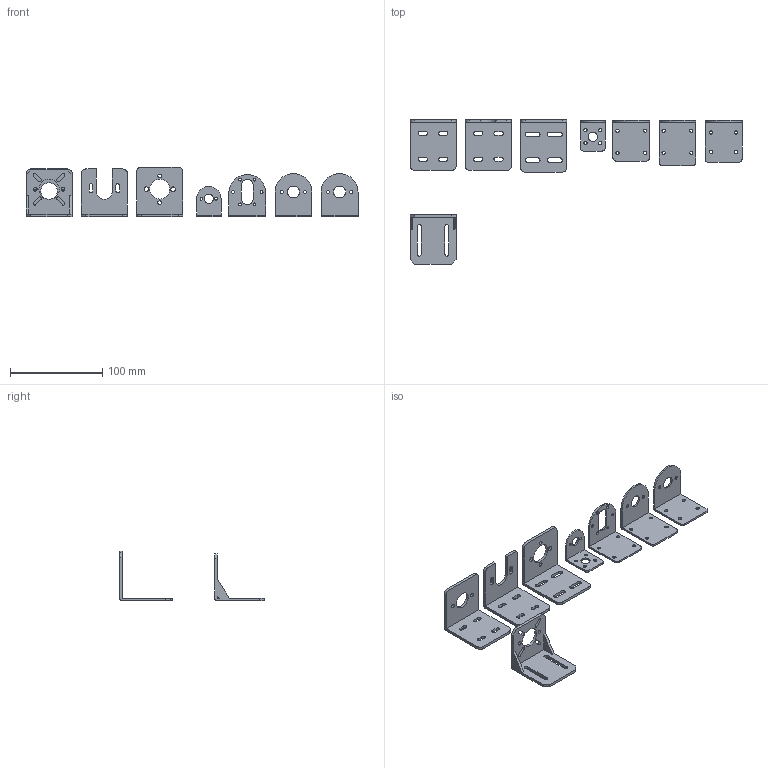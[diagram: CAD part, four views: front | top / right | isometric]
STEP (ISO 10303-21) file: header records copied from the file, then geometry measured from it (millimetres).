
FILE_DESCRIPTION(/* description */ (''),/* implementation_level */ '2;1');
FILE_NAME(/* name */ 'DC Motor Bracket v8.step',/* time_stamp */ '2020-10-17T00:01:41+07:00',/* author */ (''),/* organization */ (''),/* preprocessor_version */ 'ST-DEVELOPER v18.1',/* originating_system */ 'Autodesk Translation Framework v9.3.0.1241',/* authorisation */ '');
FILE_SCHEMA (('AUTOMOTIVE_DESIGN { 1 0 10303 214 3 1 1 }'));
Length unit declared in the file: millimetre
Products named in the file (9): DC Motor Bracket; 775 Bracket U; 775 Bracket; 775 795 895 Bracket; 360 365 385 380 390 395 Bracket; 550 Bracket; 555 Bracket; 550 Geared Bracket; 895 750 755 775 795 and 28 35 42 stepper bracket
Assembly tree (8 placements, depth 2):
  DC Motor Bracket
    775 Bracket U
    775 Bracket
    775 795 895 Bracket
    360 365 385 380 390 395 Bracket
    550 Bracket
    555 Bracket
    550 Geared Bracket
    895 750 755 775 795 and 28 35 42 stepper bracket
Bounding box: 360 x 157 x 54 mm (x, y, z)
Volume: 76304.6 mm3; surface area: 67530.2 mm2
Topology: 8 solids, 8 shells, 233 faces, 657 edges, 438 vertices
Faces by surface type: cylinder 120, plane 113
Full cylindrical faces by diameter (mm): 3 x6, 3.1 x2, 3.2 x4, 3.5 x16, 4 x6, 5 x2, 10 x2, 13 x2, 18 x1, 21.5 x1, 22.1 x1
Entity records: 8159 total; most frequent: DIRECTION 1397, CARTESIAN_POINT 1345, ORIENTED_EDGE 1314, EDGE_CURVE 657, AXIS2_PLACEMENT_3D 490, VERTEX_POINT 438, LINE 417, VECTOR 417
